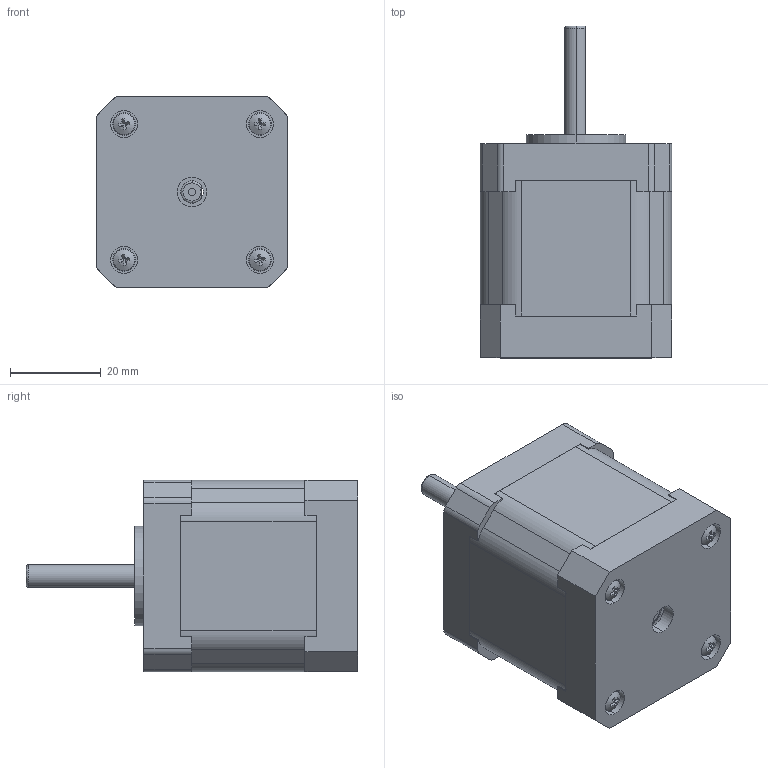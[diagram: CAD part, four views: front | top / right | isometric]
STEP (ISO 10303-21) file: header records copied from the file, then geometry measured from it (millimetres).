
FILE_DESCRIPTION (( 'STEP AP214' ), '1' );
FILE_NAME ('Nema 17.STEP', '2015-10-19T10:25:54', ( '' ), ( '' ), 'SwSTEP 2.0', 'SolidWorks 2015', '' );
FILE_SCHEMA (( 'AUTOMOTIVE_DESIGN' ));
Length unit declared in the file: millimetre
Products named in the file (6): Nema 17; NEMA_17_STEPPER_MOTOR_TOP; NEMA_17_STEPPER_MOTOR_MIDDLE; NEMA_17_STEPPER_MOTOR_SHAFT; NEMA_17_STEPPER_MOTOR_BOTTOM; PAN_CROSS_HEAD_AM_B18_6_7M_-_M2
Assembly tree (8 placements, depth 2):
  Nema 17
    NEMA_17_STEPPER_MOTOR_BOTTOM
    NEMA_17_STEPPER_MOTOR_TOP
    NEMA_17_STEPPER_MOTOR_MIDDLE
    PAN_CROSS_HEAD_AM_B18_6_7M_-_M2  x4
    NEMA_17_STEPPER_MOTOR_SHAFT
Bounding box: 42.3 x 73.3 x 42.3 mm (x, y, z)
Volume: 78077.4 mm3; surface area: 23005.6 mm2
Topology: 8 solids, 8 shells, 322 faces, 774 edges, 494 vertices
Faces by surface type: plane 207, cylinder 77, bspline 22, cone 16
Entity records: 8312 total; most frequent: CARTESIAN_POINT 1826, DIRECTION 1298, ORIENTED_EDGE 1284, EDGE_CURVE 642, VECTOR 442, LINE 442, AXIS2_PLACEMENT_3D 428, VERTEX_POINT 416
